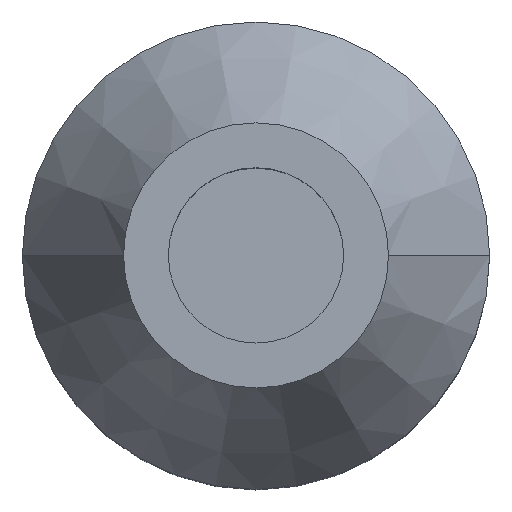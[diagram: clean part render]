
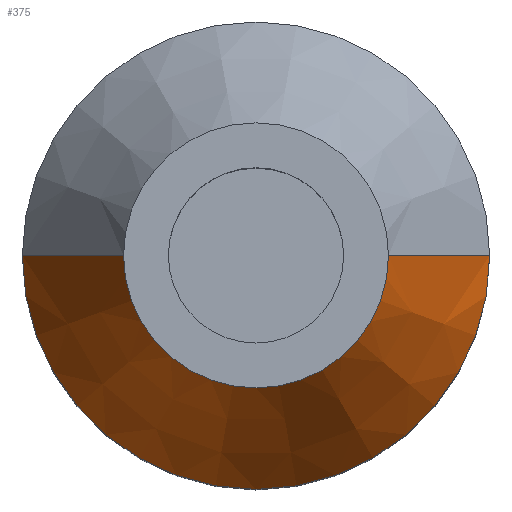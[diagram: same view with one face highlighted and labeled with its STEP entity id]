
A CAD part, top view. The second image highlights one B-rep face of the part: STEP entity #375.
In plain terms, the highlighted conical face has half-angle 30 degrees and reference radius 4 mm.
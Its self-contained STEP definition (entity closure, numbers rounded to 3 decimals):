
#25 = AXIS2_PLACEMENT_3D ( 'NONE', #508, #377, #145 ) ;
#34 = DIRECTION ( 'NONE',  ( 1., 0., 0. ) ) ;
#35 = DIRECTION ( 'NONE',  ( 0.5, 0., -0.866 ) ) ;
#75 = LINE ( 'NONE', #347, #317 ) ;
#79 = CARTESIAN_POINT ( 'NONE',  ( -2.268, 0., 9. ) ) ;
#98 = VERTEX_POINT ( 'NONE', #510 ) ;
#144 = AXIS2_PLACEMENT_3D ( 'NONE', #496, #490, #292 ) ;
#145 = DIRECTION ( 'NONE',  ( 1., 0., 0. ) ) ;
#154 = CARTESIAN_POINT ( 'NONE',  ( 0., 0., 9. ) ) ;
#162 = VECTOR ( 'NONE', #431, 1000. ) ;
#177 = FACE_OUTER_BOUND ( 'NONE', #416, .T. ) ;
#184 = VERTEX_POINT ( 'NONE', #245 ) ;
#231 = AXIS2_PLACEMENT_3D ( 'NONE', #154, #443, #34 ) ;
#235 = EDGE_CURVE ( 'NONE', #256, #184, #318, .T. ) ;
#245 = CARTESIAN_POINT ( 'NONE',  ( -4., 0., 6. ) ) ;
#246 = CIRCLE ( 'NONE', #25, 4. ) ;
#256 = VERTEX_POINT ( 'NONE', #79 ) ;
#259 = ORIENTED_EDGE ( 'NONE', *, *, #487, .T. ) ;
#267 = EDGE_CURVE ( 'NONE', #256, #98, #305, .T. ) ;
#277 = VERTEX_POINT ( 'NONE', #478 ) ;
#286 = ORIENTED_EDGE ( 'NONE', *, *, #288, .F. ) ;
#288 = EDGE_CURVE ( 'NONE', #98, #277, #75, .T. ) ;
#292 = DIRECTION ( 'NONE',  ( -1., 0., 0. ) ) ;
#305 = CIRCLE ( 'NONE', #231, 2.268 ) ;
#317 = VECTOR ( 'NONE', #35, 1000. ) ;
#318 = LINE ( 'NONE', #483, #162 ) ;
#347 = CARTESIAN_POINT ( 'NONE',  ( 4., 0., 6. ) ) ;
#375 = ADVANCED_FACE ( 'NONE', ( #177 ), #409, .T. ) ;
#377 = DIRECTION ( 'NONE',  ( 0., 0., 1. ) ) ;
#409 = CONICAL_SURFACE ( 'NONE', #144, 4., 0.524 ) ;
#416 = EDGE_LOOP ( 'NONE', ( #286, #459, #417, #259 ) ) ;
#417 = ORIENTED_EDGE ( 'NONE', *, *, #235, .T. ) ;
#431 = DIRECTION ( 'NONE',  ( -0.5, 0., -0.866 ) ) ;
#443 = DIRECTION ( 'NONE',  ( 0., 0., 1. ) ) ;
#459 = ORIENTED_EDGE ( 'NONE', *, *, #267, .F. ) ;
#478 = CARTESIAN_POINT ( 'NONE',  ( 4., 0., 6. ) ) ;
#483 = CARTESIAN_POINT ( 'NONE',  ( -4., 0., 6. ) ) ;
#487 = EDGE_CURVE ( 'NONE', #184, #277, #246, .T. ) ;
#490 = DIRECTION ( 'NONE',  ( 0., 0., -1. ) ) ;
#496 = CARTESIAN_POINT ( 'NONE',  ( 0., 0., 6. ) ) ;
#508 = CARTESIAN_POINT ( 'NONE',  ( 0., 0., 6. ) ) ;
#510 = CARTESIAN_POINT ( 'NONE',  ( 2.268, 0., 9. ) ) ;
